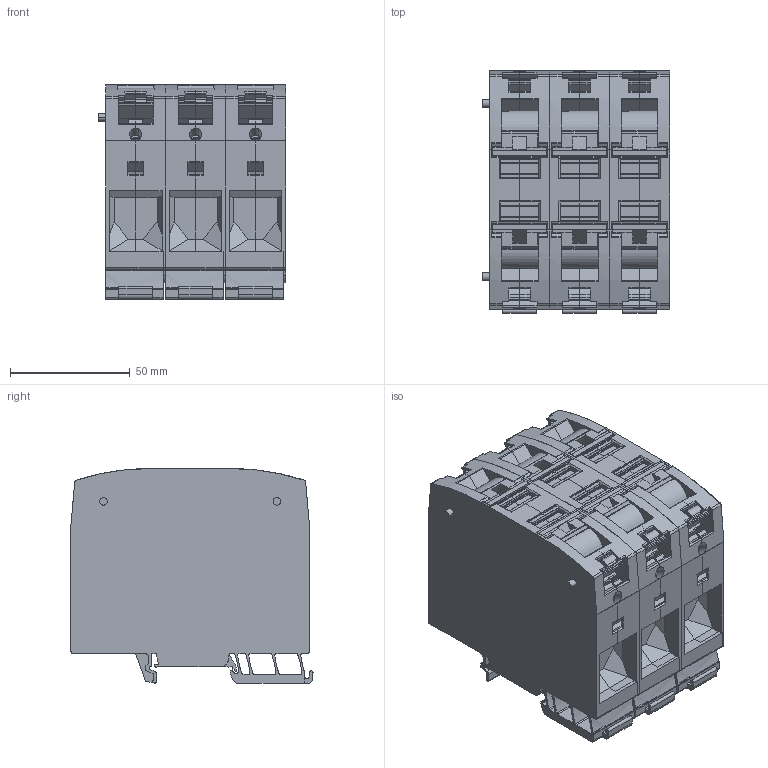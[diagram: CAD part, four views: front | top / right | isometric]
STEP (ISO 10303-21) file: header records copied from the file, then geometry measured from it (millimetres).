
FILE_DESCRIPTION(('CATIA V5 STEP Exchange','CAx-IF Rec.Pracs.--- Model Styling and Organization---1.4--- 2014-01-23'),'2;1');
FILE_NAME ('1148600-11_1', '2020-01-27T10:16:20+00:00', ('none'), ('Weidmueller'), 'CATIA Version 5-6 Release 2016 SP3 HF44', 'CATIA V5 STEP AP214', 'none');
FILE_SCHEMA(('AUTOMOTIVE_DESIGN { 1 0 10303 214 1 1 1 1 }'));
Products named in the file (1): 2694140000
Bounding box: 78 x 100.97 x 89.65 mm (x, y, z)
Volume: 527101.4 mm3; surface area: 170665.4 mm2
Topology: 18 solids, 36 shells, 2910 faces, 8604 edges, 5784 vertices
Faces by surface type: plane 1512, cylinder 1152, extrusion 162, cone 60, torus 12, bspline 12
Entity records: 105697 total; most frequent: CARTESIAN_POINT 31607, ORIENTED_EDGE 17196, DIRECTION 12317, EDGE_CURVE 8598, VERTEX_POINT 5784, VECTOR 5700, LINE 5538, AXIS2_PLACEMENT_3D 4289
